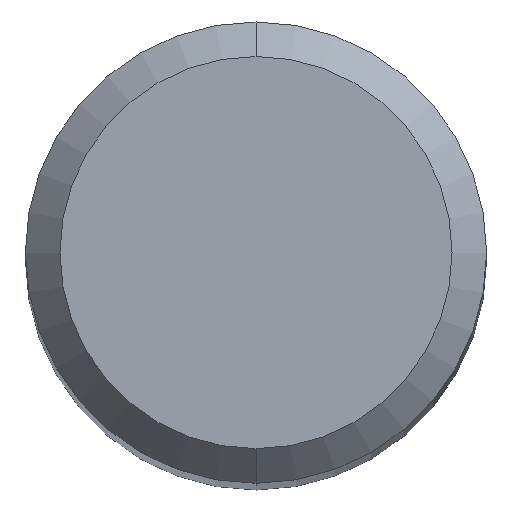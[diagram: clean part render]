
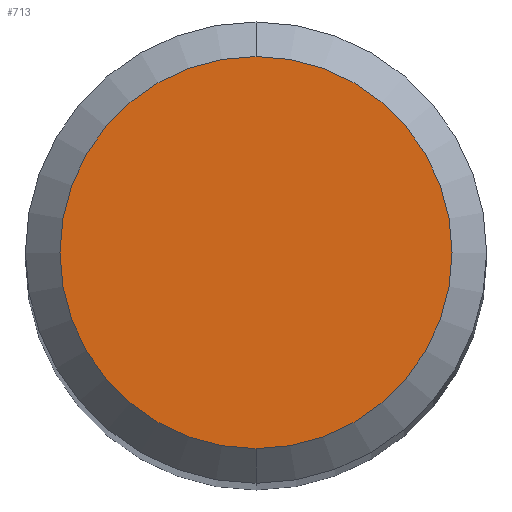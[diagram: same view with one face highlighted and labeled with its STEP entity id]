
A CAD part, top view. The second image highlights one B-rep face of the part: STEP entity #713.
In plain terms, the highlighted planar face has unit normal (0, 0, 1).
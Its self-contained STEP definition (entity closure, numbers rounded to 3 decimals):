
#713=ADVANCED_FACE('',(#1564),#1565,.T.);
#811=EDGE_CURVE('',#937,#995,#1671,.T.);
#937=VERTEX_POINT('',#1810);
#995=VERTEX_POINT('',#1870);
#1071=EDGE_CURVE('',#995,#937,#1952,.T.);
#1564=FACE_OUTER_BOUND('',#3012,.T.);
#1565=PLANE('',#3013);
#1671=CIRCLE('',#3507,1.7);
#1810=CARTESIAN_POINT('',(0.,-1.7,0.0));
#1870=CARTESIAN_POINT('',(0.0,1.7,0.0));
#1952=CIRCLE('',#4864,1.7);
#3012=EDGE_LOOP('',(#6011,#6012));
#3013=AXIS2_PLACEMENT_3D('',#6013,#6014,#6015);
#3507=AXIS2_PLACEMENT_3D('',#6102,#6103,#6104);
#4864=AXIS2_PLACEMENT_3D('',#6400,#6401,#6402);
#6011=ORIENTED_EDGE('',*,*,#1071,.F.);
#6012=ORIENTED_EDGE('',*,*,#811,.F.);
#6013=CARTESIAN_POINT('',(0.0,0.85,0.0));
#6014=DIRECTION('',(-0.0,0.0,1.0));
#6015=DIRECTION('',(0.0,-1.0,0.0));
#6102=CARTESIAN_POINT('',(0.0,0.0,0.0));
#6103=DIRECTION('',(0.0,0.0,-1.0));
#6104=DIRECTION('',(0.0,1.0,0.0));
#6400=CARTESIAN_POINT('',(0.0,0.0,0.0));
#6401=DIRECTION('',(0.0,0.0,-1.0));
#6402=DIRECTION('',(0.0,1.0,0.0));
